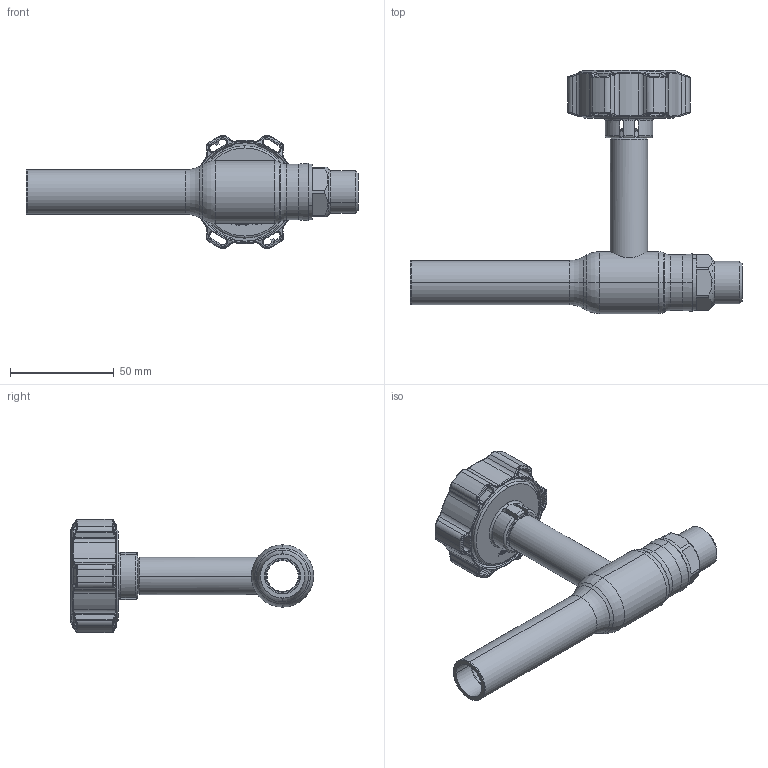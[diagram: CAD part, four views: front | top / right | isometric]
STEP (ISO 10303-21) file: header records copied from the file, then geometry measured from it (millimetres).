
FILE_DESCRIPTION (( 'STEP AP214' ), '1' );
FILE_NAME ('1015003701-2201.step', '2023-09-15T09:56:26', ( '' ), ( '' ), 'SwSTEP 2.0', 'SolidWorks 2021', '' );
FILE_SCHEMA (( 'AUTOMOTIVE_DESIGN' ));
Length unit declared in the file: millimetre
Products named in the file (1): 1015003701-2201
Bounding box: 160 x 117.3 x 54.57 mm (x, y, z)
Surface area: 35269.9 mm2 (no closed solid volume)
Topology: 0 solids, 7 shells, 512 faces, 1461 edges, 942 vertices
Faces by surface type: bspline 167, cylinder 126, plane 92, torus 73, cone 54
Entity records: 31395 total; most frequent: CARTESIAN_POINT 13948, ORIENTED_EDGE 2626, DIRECTION 2077, EDGE_CURVE 1461, VERTEX_POINT 942, AXIS2_PLACEMENT_3D 830, EDGE_LOOP 545, B_SPLINE_CURVE_WITH_KNOTS 530
